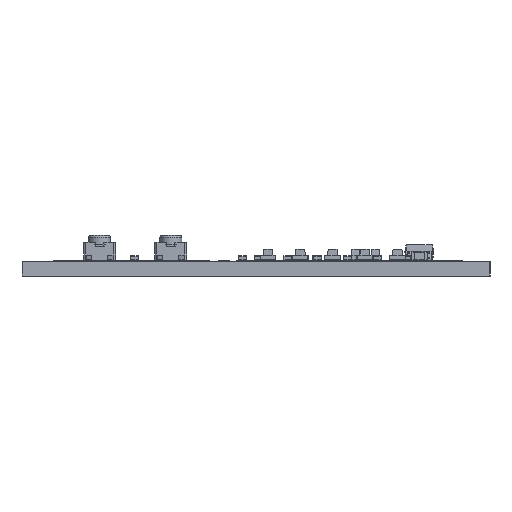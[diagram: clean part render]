
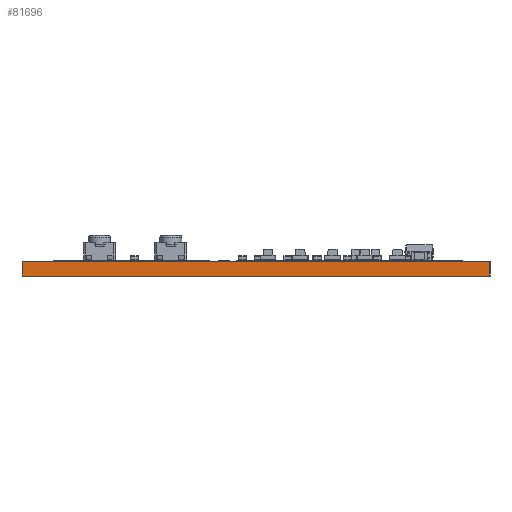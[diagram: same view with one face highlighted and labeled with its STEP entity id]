
A CAD part, left-side view. The second image highlights one B-rep face of the part: STEP entity #81696.
In plain terms, the highlighted planar face has unit normal (-1, 0, 0).
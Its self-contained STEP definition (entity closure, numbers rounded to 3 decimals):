
#81640 = VERTEX_POINT('',#81641);
#81641 = CARTESIAN_POINT('',(-28.695,-23.57,1.51));
#81647 = EDGE_CURVE('',#81648,#81640,#81650,.T.);
#81648 = VERTEX_POINT('',#81649);
#81649 = CARTESIAN_POINT('',(-28.695,-23.57,0.));
#81650 = LINE('',#81651,#81652);
#81651 = CARTESIAN_POINT('',(-28.695,-23.57,0.));
#81652 = VECTOR('',#81653,1.);
#81653 = DIRECTION('',(0.,0.,1.));
#81696 = ADVANCED_FACE('',(#81697),#81722,.T.);
#81697 = FACE_BOUND('',#81698,.T.);
#81698 = EDGE_LOOP('',(#81699,#81700,#81708,#81716));
#81699 = ORIENTED_EDGE('',*,*,#81647,.T.);
#81700 = ORIENTED_EDGE('',*,*,#81701,.T.);
#81701 = EDGE_CURVE('',#81640,#81702,#81704,.T.);
#81702 = VERTEX_POINT('',#81703);
#81703 = CARTESIAN_POINT('',(-28.695,23.57,1.51));
#81704 = LINE('',#81705,#81706);
#81705 = CARTESIAN_POINT('',(-28.695,-23.57,1.51));
#81706 = VECTOR('',#81707,1.);
#81707 = DIRECTION('',(0.,1.,0.));
#81708 = ORIENTED_EDGE('',*,*,#81709,.F.);
#81709 = EDGE_CURVE('',#81710,#81702,#81712,.T.);
#81710 = VERTEX_POINT('',#81711);
#81711 = CARTESIAN_POINT('',(-28.695,23.57,0.));
#81712 = LINE('',#81713,#81714);
#81713 = CARTESIAN_POINT('',(-28.695,23.57,0.));
#81714 = VECTOR('',#81715,1.);
#81715 = DIRECTION('',(0.,0.,1.));
#81716 = ORIENTED_EDGE('',*,*,#81717,.F.);
#81717 = EDGE_CURVE('',#81648,#81710,#81718,.T.);
#81718 = LINE('',#81719,#81720);
#81719 = CARTESIAN_POINT('',(-28.695,-23.57,0.));
#81720 = VECTOR('',#81721,1.);
#81721 = DIRECTION('',(0.,1.,0.));
#81722 = PLANE('',#81723);
#81723 = AXIS2_PLACEMENT_3D('',#81724,#81725,#81726);
#81724 = CARTESIAN_POINT('',(-28.695,-23.57,0.));
#81725 = DIRECTION('',(-1.,0.,0.));
#81726 = DIRECTION('',(0.,1.,0.));
